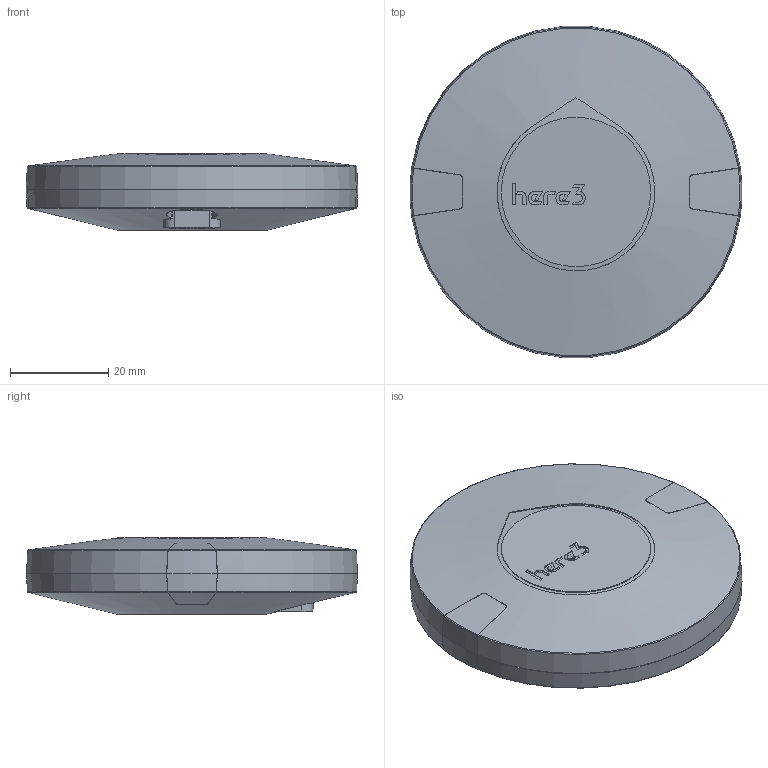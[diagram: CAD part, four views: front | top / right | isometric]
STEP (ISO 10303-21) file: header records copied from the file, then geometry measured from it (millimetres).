
FILE_DESCRIPTION(/* description */ (''),/* implementation_level */ '2;1');
FILE_NAME(/* name */ 'Here3 .step',/* time_stamp */ '2021-06-21T13:46:41+02:00',/* author */ (''),/* organization */ (''),/* preprocessor_version */ 'ST-DEVELOPER v18.1',/* originating_system */ 'Autodesk Translation Framework v10.9.0.1377',/* authorisation */ '');
FILE_SCHEMA (('AUTOMOTIVE_DESIGN { 1 0 10303 214 3 1 1 }'));
Length unit declared in the file: millimetre
Products named in the file (6): Here3; gps_here3_btm_case20200307; gps_here3_led_lens20200307.stp; gps_here3_tocase_w_nut_20200307.stp; GPS_HERE3_TOCASE.stp; NUT_M2-5MM.stp
Assembly tree (6 placements, depth 3):
  Here3
    gps_here3_btm_case20200307
    gps_here3_led_lens20200307.stp  x2
    gps_here3_tocase_w_nut_20200307.stp
      GPS_HERE3_TOCASE.stp
      NUT_M2-5MM.stp
Bounding box: 67.71 x 67.56 x 15.6 mm (x, y, z)
Volume: 17285.7 mm3; surface area: 22878.1 mm2
Topology: 5 solids, 5 shells, 1125 faces, 3105 edges, 1980 vertices
Faces by surface type: plane 489, cone 261, bspline 191, cylinder 124, torus 57, sphere 3
Full cylindrical faces by diameter (mm): 2.2 x1, 4.6 x2, 4.7 x1, 6.6 x1, 7.6 x1, 30.5 x1
Entity records: 41972 total; most frequent: CARTESIAN_POINT 17507, ORIENTED_EDGE 5554, DIRECTION 4615, EDGE_CURVE 2777, VERTEX_POINT 1776, AXIS2_PLACEMENT_3D 1683, LINE 1249, VECTOR 1249
